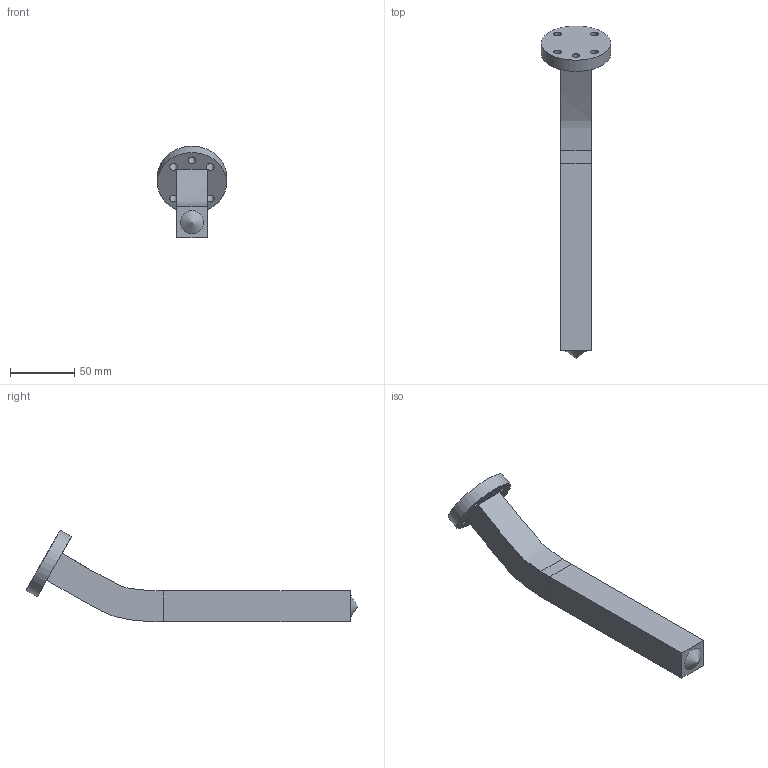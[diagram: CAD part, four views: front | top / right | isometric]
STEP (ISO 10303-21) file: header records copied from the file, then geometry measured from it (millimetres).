
FILE_DESCRIPTION(/* description */ ('STEP AP242'),/* implementation_level */ '2;1');
FILE_NAME(/* name */ 'HerramientaLab1.stp',/* time_stamp */ '2023-09-05T20:12:19-05:00',/* author */ ('gio'),/* organization */ (''),/* preprocessor_version */ 'ST-DEVELOPER v19.2',/* originating_system */ 'Autodesk Inventor 2024',/* authorisation */ ' ');
FILE_SCHEMA (('AUTOMOTIVE_DESIGN { 1 0 10303 214 3 1 1 }'));
Length unit declared in the file: metre
Products named in the file (5): Assembly 1; Part 1; Part 1_1; Part 1_2; Part 1_3
Assembly tree (4 placements, depth 2):
  Assembly 1
    Part 1
    Part 1_1
    Part 1_2
    Part 1_3
Bounding box: 53.8 x 257.82 x 71.04 mm (x, y, z)
Volume: 94395 mm3; surface area: 47721.9 mm2
Topology: 4 solids, 4 shells, 33 faces, 66 edges, 44 vertices
Faces by surface type: plane 19, cylinder 10, bspline 3, cone 1
Full cylindrical faces by diameter (mm): 6 x5, 13 x1, 19.7 x1, 19.9 x1, 20 x1, 53.8 x1
Entity records: 1392 total; most frequent: CARTESIAN_POINT 463, DIRECTION 161, ORIENTED_EDGE 130, EDGE_CURVE 65, AXIS2_PLACEMENT_3D 62, EDGE_LOOP 49, VERTEX_POINT 44, LINE 37
